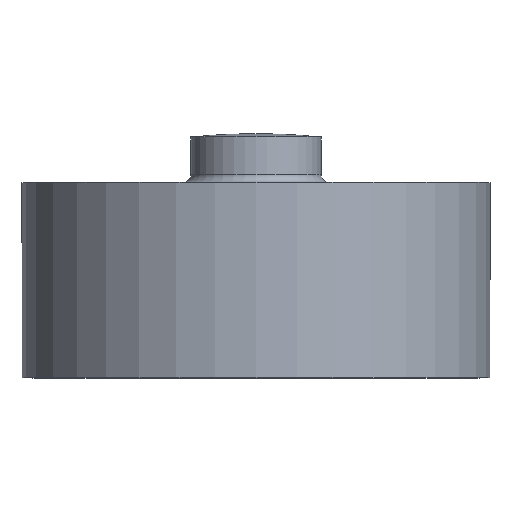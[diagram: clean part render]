
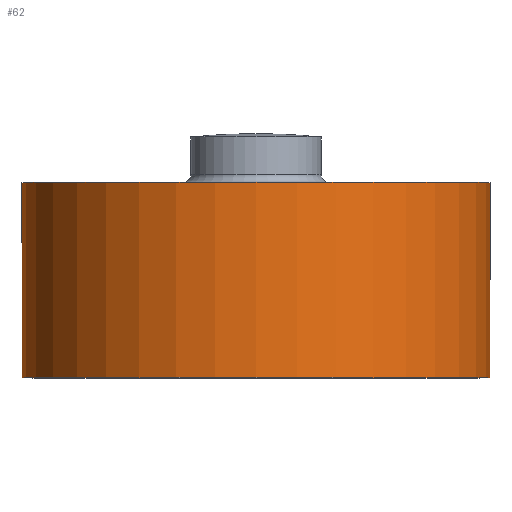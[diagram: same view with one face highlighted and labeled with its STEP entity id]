
A CAD part, top view. The second image highlights one B-rep face of the part: STEP entity #62.
In plain terms, the highlighted cylindrical face has radius 57.5 mm (diameter 115 mm), a partial arc.
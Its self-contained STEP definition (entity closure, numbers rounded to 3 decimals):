
#41 = ORIENTED_EDGE ( 'NONE', *, *, #475, .F. ) ;
#61 = EDGE_CURVE ( 'NONE', #729, #690, #143, .T. ) ;
#62 = ADVANCED_FACE ( 'NONE', ( #224 ), #793, .T. ) ;
#89 = CARTESIAN_POINT ( 'NONE',  ( -57.5, 48., 0. ) ) ;
#143 = LINE ( 'NONE', #802, #1019 ) ;
#211 = LINE ( 'NONE', #735, #849 ) ;
#224 = FACE_OUTER_BOUND ( 'NONE', #953, .T. ) ;
#308 = EDGE_CURVE ( 'NONE', #1060, #561, #211, .T. ) ;
#359 = EDGE_CURVE ( 'NONE', #729, #1060, #779, .T. ) ;
#420 = DIRECTION ( 'NONE',  ( 0., 1., 0. ) ) ;
#421 = CIRCLE ( 'NONE', #1094, 57.5 ) ;
#475 = EDGE_CURVE ( 'NONE', #690, #561, #421, .T. ) ;
#479 = CARTESIAN_POINT ( 'NONE',  ( 0., 48., 0. ) ) ;
#483 = ORIENTED_EDGE ( 'NONE', *, *, #308, .T. ) ;
#542 = CARTESIAN_POINT ( 'NONE',  ( 0., 60., 0. ) ) ;
#547 = DIRECTION ( 'NONE',  ( -1., 0., 0. ) ) ;
#561 = VERTEX_POINT ( 'NONE', #832 ) ;
#592 = AXIS2_PLACEMENT_3D ( 'NONE', #542, #732, #809 ) ;
#596 = AXIS2_PLACEMENT_3D ( 'NONE', #1066, #643, #547 ) ;
#643 = DIRECTION ( 'NONE',  ( 0., 1., 0. ) ) ;
#661 = DIRECTION ( 'NONE',  ( -1., 0., 0. ) ) ;
#662 = ORIENTED_EDGE ( 'NONE', *, *, #359, .T. ) ;
#667 = CARTESIAN_POINT ( 'NONE',  ( 57.5, 0., 0. ) ) ;
#690 = VERTEX_POINT ( 'NONE', #89 ) ;
#711 = ORIENTED_EDGE ( 'NONE', *, *, #61, .F. ) ;
#729 = VERTEX_POINT ( 'NONE', #855 ) ;
#732 = DIRECTION ( 'NONE',  ( 0., 1., 0. ) ) ;
#735 = CARTESIAN_POINT ( 'NONE',  ( 57.5, 60., 0. ) ) ;
#779 = CIRCLE ( 'NONE', #596, 57.5 ) ;
#793 = CYLINDRICAL_SURFACE ( 'NONE', #592, 57.5 ) ;
#802 = CARTESIAN_POINT ( 'NONE',  ( -57.5, 60., 0. ) ) ;
#809 = DIRECTION ( 'NONE',  ( -1., 0., 0. ) ) ;
#832 = CARTESIAN_POINT ( 'NONE',  ( 57.5, 48., 0. ) ) ;
#849 = VECTOR ( 'NONE', #898, 1000. ) ;
#855 = CARTESIAN_POINT ( 'NONE',  ( -57.5, 0., 0. ) ) ;
#898 = DIRECTION ( 'NONE',  ( 0., 1., 0. ) ) ;
#953 = EDGE_LOOP ( 'NONE', ( #662, #483, #41, #711 ) ) ;
#984 = DIRECTION ( 'NONE',  ( 0., 1., 0. ) ) ;
#1019 = VECTOR ( 'NONE', #984, 1000. ) ;
#1060 = VERTEX_POINT ( 'NONE', #667 ) ;
#1066 = CARTESIAN_POINT ( 'NONE',  ( 0., 0., 0. ) ) ;
#1094 = AXIS2_PLACEMENT_3D ( 'NONE', #479, #420, #661 ) ;
